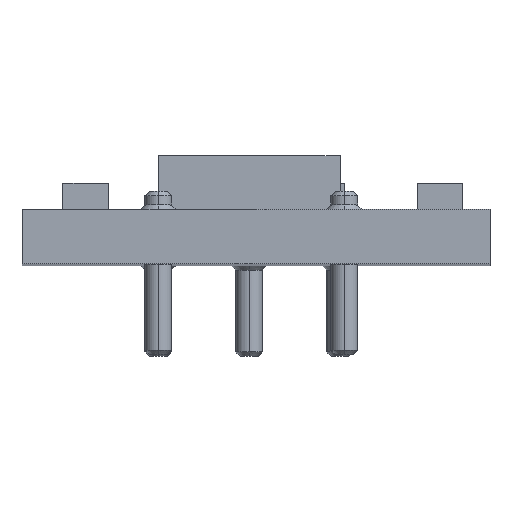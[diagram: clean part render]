
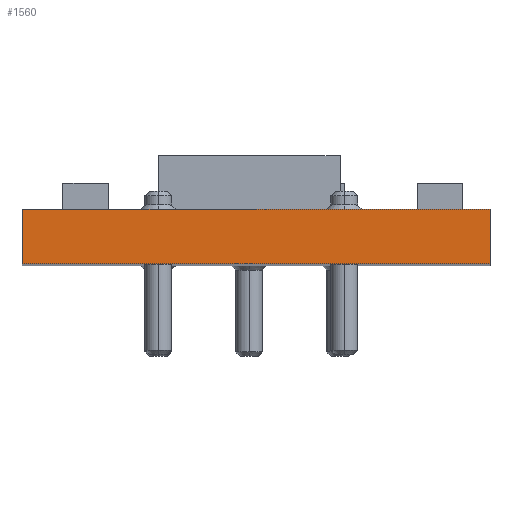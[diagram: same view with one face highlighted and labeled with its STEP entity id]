
A CAD part, top view. The second image highlights one B-rep face of the part: STEP entity #1560.
In plain terms, the highlighted planar face has unit normal (0, 0, 1).
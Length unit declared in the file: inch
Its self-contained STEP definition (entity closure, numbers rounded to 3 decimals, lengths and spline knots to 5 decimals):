
#208 = ORIENTED_EDGE ( 'NONE', *, *, #2778, .F. ) ;
#268 = AXIS2_PLACEMENT_3D ( 'NONE', #887, #3423, #1556 ) ;
#278 = EDGE_CURVE ( 'NONE', #1229, #3752, #1111, .T. ) ;
#546 = VECTOR ( 'NONE', #2112, 39.37008 ) ;
#565 = VERTEX_POINT ( 'NONE', #998 ) ;
#585 = CARTESIAN_POINT ( 'NONE',  ( 0., 0., 0. ) ) ;
#887 = CARTESIAN_POINT ( 'NONE',  ( 0., 0.06, 0. ) ) ;
#966 = ORIENTED_EDGE ( 'NONE', *, *, #1400, .T. ) ;
#998 = CARTESIAN_POINT ( 'NONE',  ( 0., 0., 0. ) ) ;
#1046 = DIRECTION ( 'NONE',  ( 1., 0., 0. ) ) ;
#1101 = DIRECTION ( 'NONE',  ( 0., -1., 0. ) ) ;
#1111 = LINE ( 'NONE', #3323, #4148 ) ;
#1193 = VERTEX_POINT ( 'NONE', #1349 ) ;
#1229 = VERTEX_POINT ( 'NONE', #3845 ) ;
#1349 = CARTESIAN_POINT ( 'NONE',  ( 0., 0.06, 0. ) ) ;
#1400 = EDGE_CURVE ( 'NONE', #1193, #565, #2077, .T. ) ;
#1500 = EDGE_CURVE ( 'NONE', #565, #3752, #3881, .T. ) ;
#1556 = DIRECTION ( 'NONE',  ( -1., 0., 0. ) ) ;
#1560 = ADVANCED_FACE ( 'NONE', ( #1882 ), #2817, .F. ) ;
#1720 = VECTOR ( 'NONE', #1851, 39.37008 ) ;
#1851 = DIRECTION ( 'NONE',  ( 1., 0., 0. ) ) ;
#1882 = FACE_OUTER_BOUND ( 'NONE', #3117, .T. ) ;
#2002 = CARTESIAN_POINT ( 'NONE',  ( 0., 0.06, 0. ) ) ;
#2077 = LINE ( 'NONE', #2082, #546 ) ;
#2082 = CARTESIAN_POINT ( 'NONE',  ( 0., 0.06, 0. ) ) ;
#2106 = LINE ( 'NONE', #2002, #2755 ) ;
#2112 = DIRECTION ( 'NONE',  ( 0., -1., 0. ) ) ;
#2168 = CARTESIAN_POINT ( 'NONE',  ( 0.515, 0., 0. ) ) ;
#2377 = ORIENTED_EDGE ( 'NONE', *, *, #1500, .T. ) ;
#2755 = VECTOR ( 'NONE', #1046, 39.37008 ) ;
#2778 = EDGE_CURVE ( 'NONE', #1193, #1229, #2106, .T. ) ;
#2817 = PLANE ( 'NONE',  #268 ) ;
#3117 = EDGE_LOOP ( 'NONE', ( #2377, #3849, #208, #966 ) ) ;
#3323 = CARTESIAN_POINT ( 'NONE',  ( 0.515, 0.06, 0. ) ) ;
#3423 = DIRECTION ( 'NONE',  ( 0., 0., -1. ) ) ;
#3752 = VERTEX_POINT ( 'NONE', #2168 ) ;
#3845 = CARTESIAN_POINT ( 'NONE',  ( 0.515, 0.06, 0. ) ) ;
#3849 = ORIENTED_EDGE ( 'NONE', *, *, #278, .F. ) ;
#3881 = LINE ( 'NONE', #585, #1720 ) ;
#4148 = VECTOR ( 'NONE', #1101, 39.37008 ) ;
